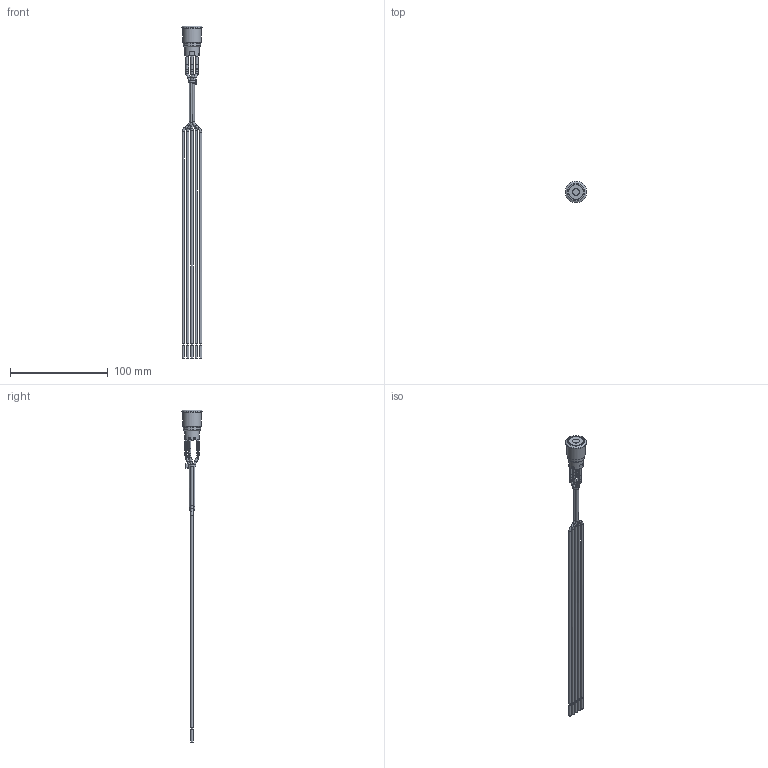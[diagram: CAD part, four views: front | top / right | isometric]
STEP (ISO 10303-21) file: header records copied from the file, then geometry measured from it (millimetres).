
FILE_DESCRIPTION(/* description */ (''),/* implementation_level */ '2;1');
FILE_NAME(/* name */ 'PV4FWB0xx-2xx.stp',/* time_stamp */ '2025-12-22T18:31:48-06:00',/* author */ ('jmeyers'),/* organization */ (''),/* preprocessor_version */ 'ST-DEVELOPER v18.1',/* originating_system */ 'Autodesk Inventor 2022',/* authorisation */ '');
FILE_SCHEMA (('AUTOMOTIVE_DESIGN { 1 0 10303 214 3 1 1 }'));
Length unit declared in the file: inch
Products named in the file (1): Part104
Bounding box: 22 x 22 x 339.8 mm (x, y, z)
Volume: 10739.8 mm3; surface area: 15033.5 mm2
Topology: 1 solids, 2 shells, 509 faces, 1395 edges, 896 vertices
Faces by surface type: plane 296, cylinder 120, torus 40, bspline 31, cone 14, sphere 8
Full cylindrical faces by diameter (mm): 1.5 x5, 2.2 x25, 2.4 x10, 7 x1, 14.7 x1, 14.9 x1, 15 x1, 15.3 x2, 17.5 x2, 18.9 x1, 22 x1
Entity records: 17575 total; most frequent: CARTESIAN_POINT 4137, DIRECTION 2789, ORIENTED_EDGE 2776, EDGE_CURVE 1388, AXIS2_PLACEMENT_3D 1006, VERTEX_POINT 892, LINE 777, VECTOR 777
